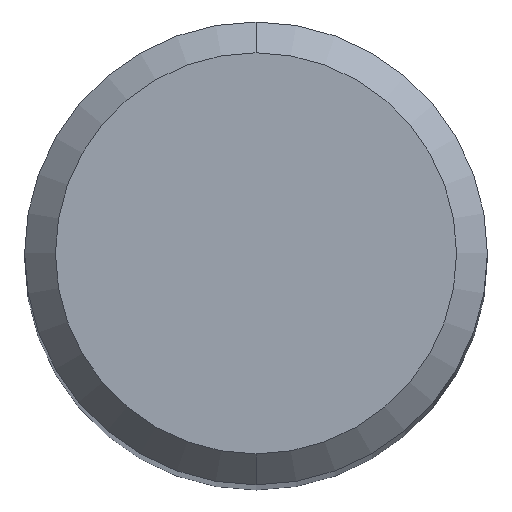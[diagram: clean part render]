
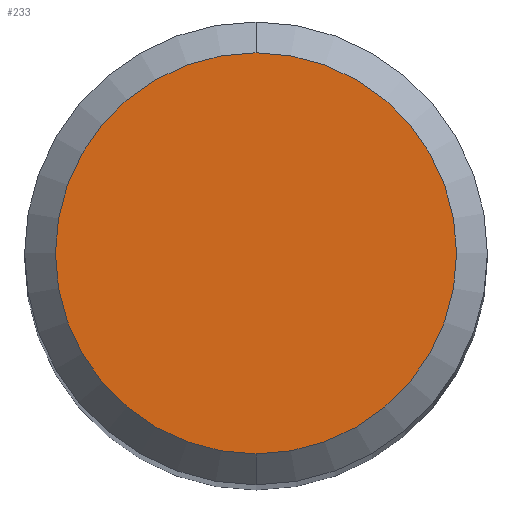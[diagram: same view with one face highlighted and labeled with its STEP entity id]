
A CAD part, top view. The second image highlights one B-rep face of the part: STEP entity #233.
In plain terms, the highlighted planar face has unit normal (0, 0, 1).
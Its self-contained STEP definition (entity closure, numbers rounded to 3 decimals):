
#233=ADVANCED_FACE('',(#547),#548,.T.);
#329=EDGE_CURVE('',#441,#345,#652,.T.);
#345=VERTEX_POINT('',#670);
#403=EDGE_CURVE('',#345,#441,#736,.T.);
#441=VERTEX_POINT('',#777);
#547=FACE_OUTER_BOUND('',#946,.T.);
#548=PLANE('',#947);
#652=CIRCLE('',#1163,2.6);
#670=CARTESIAN_POINT('',(0.0,2.6,0.0));
#736=CIRCLE('',#1305,2.6);
#777=CARTESIAN_POINT('',(0.,-2.6,0.0));
#946=EDGE_LOOP('',(#1533,#1534));
#947=AXIS2_PLACEMENT_3D('',#1535,#1536,#1537);
#1163=AXIS2_PLACEMENT_3D('',#1636,#1637,#1638);
#1305=AXIS2_PLACEMENT_3D('',#1746,#1747,#1748);
#1533=ORIENTED_EDGE('',*,*,#403,.F.);
#1534=ORIENTED_EDGE('',*,*,#329,.F.);
#1535=CARTESIAN_POINT('',(0.0,1.3,0.0));
#1536=DIRECTION('',(-0.0,0.0,1.0));
#1537=DIRECTION('',(0.0,-1.0,0.0));
#1636=CARTESIAN_POINT('',(0.0,0.0,0.0));
#1637=DIRECTION('',(0.0,0.0,-1.0));
#1638=DIRECTION('',(0.0,1.0,0.0));
#1746=CARTESIAN_POINT('',(0.0,0.0,0.0));
#1747=DIRECTION('',(0.0,0.0,-1.0));
#1748=DIRECTION('',(0.0,1.0,0.0));
